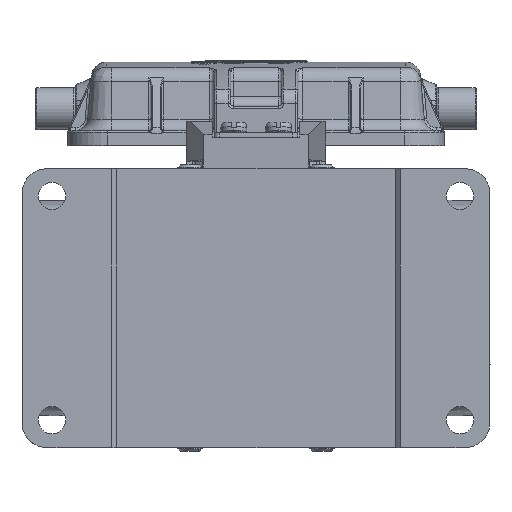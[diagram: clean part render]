
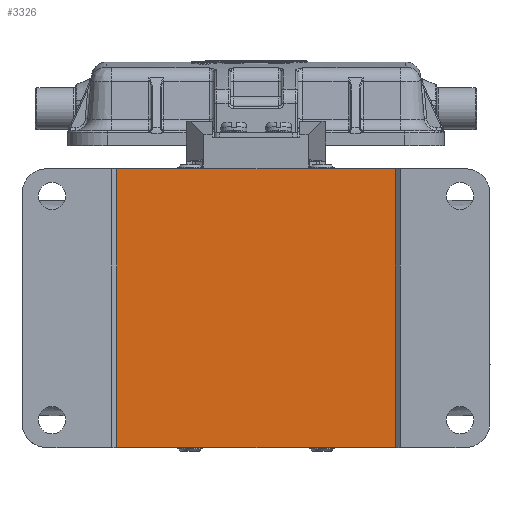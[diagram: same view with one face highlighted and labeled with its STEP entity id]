
A CAD part, front view. The second image highlights one B-rep face of the part: STEP entity #3326.
In plain terms, the highlighted planar face has unit normal (0, -1, 0).
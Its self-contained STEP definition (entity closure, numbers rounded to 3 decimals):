
#2081=PLANE('',#23465);
#3326=ADVANCED_FACE('NONE',(#4758),#2081,.F.);
#4758=FACE_OUTER_BOUND('',#6129,.T.);
#6129=EDGE_LOOP('',(#9347,#9348,#9349,#9350));
#9347=ORIENTED_EDGE('',*,*,#17787,.F.);
#9348=ORIENTED_EDGE('',*,*,#17792,.T.);
#9349=ORIENTED_EDGE('',*,*,#17725,.F.);
#9350=ORIENTED_EDGE('',*,*,#17789,.T.);
#15361=VERTEX_POINT('',#32669);
#15362=VERTEX_POINT('',#32671);
#15395=VERTEX_POINT('',#33111);
#15396=VERTEX_POINT('',#33113);
#17725=EDGE_CURVE('NONE',#15361,#15362,#20856,.T.);
#17787=EDGE_CURVE('NONE',#15395,#15396,#20890,.T.);
#17789=EDGE_CURVE('NONE',#15361,#15396,#20892,.T.);
#17792=EDGE_CURVE('NONE',#15395,#15362,#20895,.T.);
#20856=LINE('',#32670,#22118);
#20890=LINE('',#33112,#22152);
#20892=LINE('',#33116,#22154);
#20895=LINE('',#33121,#22157);
#22118=VECTOR('',#26284,1.);
#22152=VECTOR('',#26388,1.);
#22154=VECTOR('',#26392,1.);
#22157=VECTOR('',#26399,1.);
#23465=AXIS2_PLACEMENT_3D('',#33123,#26402,#26403);
#26284=DIRECTION('',(1.,0.,0.));
#26388=DIRECTION('',(-1.,0.,0.));
#26392=DIRECTION('',(0.,0.,-1.));
#26399=DIRECTION('',(0.,0.,1.));
#26402=DIRECTION('',(0.,1.,0.));
#26403=DIRECTION('',(0.,0.,1.));
#32669=CARTESIAN_POINT('',(-28.,-76.,28.));
#32670=CARTESIAN_POINT('',(-47.,-76.,28.));
#32671=CARTESIAN_POINT('',(28.,-76.,28.));
#33111=CARTESIAN_POINT('',(28.,-76.,-28.));
#33112=CARTESIAN_POINT('',(47.,-76.,-28.));
#33113=CARTESIAN_POINT('',(-28.,-76.,-28.));
#33116=CARTESIAN_POINT('',(-28.,-76.,33.6));
#33121=CARTESIAN_POINT('',(28.,-76.,33.6));
#33123=CARTESIAN_POINT('',(28.,-76.,33.6));
